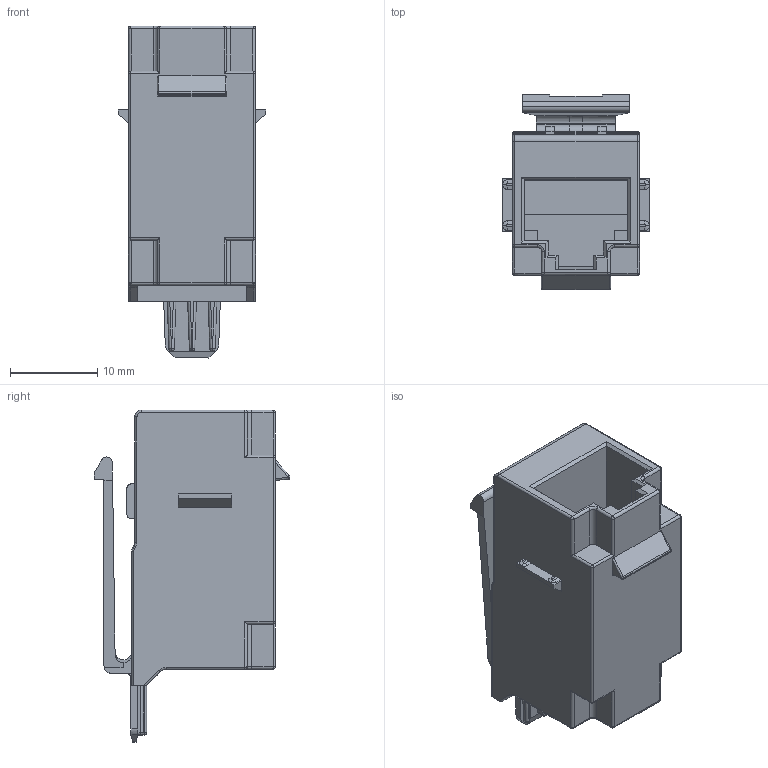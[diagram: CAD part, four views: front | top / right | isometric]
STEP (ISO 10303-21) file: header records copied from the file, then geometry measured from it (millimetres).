
FILE_DESCRIPTION(('CATIA V5 STEP Exchange','CAx-IF Rec.Pracs.--- Model Styling and Organization---1.4--- 2014-01-23'),'2;1');
FILE_NAME ('033148-2_1', '2020-02-17T06:11:17+00:00', ('none'), ('Weidmueller'), 'CATIA Version 5-6 Release 2016 SP3 HF44', 'CATIA V5 STEP AP214', 'none');
FILE_SCHEMA(('AUTOMOTIVE_DESIGN { 1 0 10303 214 1 1 1 1 }'));
Length unit declared in the file: millimetre
Products named in the file (1): 8952950000
Bounding box: 17 x 22.45 x 38.15 mm (x, y, z)
Volume: 5003.6 mm3; surface area: 4961.6 mm2
Topology: 1 solids, 3 shells, 364 faces, 931 edges, 560 vertices
Faces by surface type: plane 216, cylinder 102, torus 18, sphere 10, bspline 10, cone 8
Entity records: 11036 total; most frequent: CARTESIAN_POINT 2679, ORIENTED_EDGE 1822, DIRECTION 1510, EDGE_CURVE 911, VECTOR 679, LINE 679, VERTEX_POINT 560, AXIS2_PLACEMENT_3D 486
